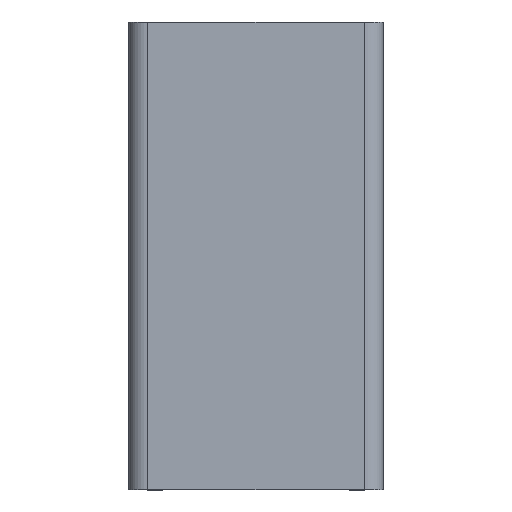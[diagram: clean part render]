
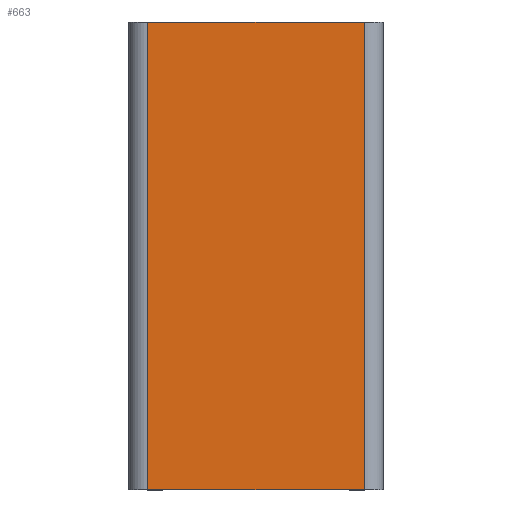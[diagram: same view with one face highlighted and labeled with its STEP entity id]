
A CAD part, top view. The second image highlights one B-rep face of the part: STEP entity #663.
In plain terms, the highlighted planar face has unit normal (0, 0, 1).
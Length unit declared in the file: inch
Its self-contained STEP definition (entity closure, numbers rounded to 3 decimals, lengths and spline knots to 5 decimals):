
#24=CARTESIAN_POINT('',(1.39,-3.51,0.63));
#25=VERTEX_POINT('',#24);
#43=CARTESIAN_POINT('',(1.39,2.49,0.63));
#44=VERTEX_POINT('',#43);
#52=CARTESIAN_POINT('',(1.39,-0.51,0.63));
#53=DIRECTION('',(0.,-1.,0.));
#54=VECTOR('',#53,1.);
#55=LINE('',#52,#54);
#56=EDGE_CURVE('',#44,#25,#55,.T.);
#609=CARTESIAN_POINT('',(-1.39,-3.51,0.63));
#610=VERTEX_POINT('',#609);
#618=CARTESIAN_POINT('',(-1.39,2.49,0.63));
#619=VERTEX_POINT('',#618);
#620=CARTESIAN_POINT('',(-1.39,-0.51,0.63));
#621=DIRECTION('',(0.,1.,0.));
#622=VECTOR('',#621,1.);
#623=LINE('',#620,#622);
#624=EDGE_CURVE('',#610,#619,#623,.T.);
#642=CARTESIAN_POINT('',(1.39,-3.51,0.63));
#643=DIRECTION('',(1.,0.,0.));
#644=VECTOR('',#643,1.);
#645=LINE('',#642,#644);
#646=EDGE_CURVE('',#610,#25,#645,.T.);
#647=ORIENTED_EDGE('',*,*,#646,.T.);
#648=ORIENTED_EDGE('',*,*,#56,.F.);
#649=CARTESIAN_POINT('',(1.39,2.49,0.63));
#650=DIRECTION('',(-1.,0.,0.));
#651=VECTOR('',#650,1.);
#652=LINE('',#649,#651);
#653=EDGE_CURVE('',#44,#619,#652,.T.);
#654=ORIENTED_EDGE('',*,*,#653,.T.);
#655=ORIENTED_EDGE('',*,*,#624,.F.);
#656=EDGE_LOOP('',(#647,#648,#654,#655));
#657=FACE_OUTER_BOUND('',#656,.T.);
#658=CARTESIAN_POINT('',(0.,-0.51,0.63));
#659=DIRECTION('',(0.,0.,1.));
#660=DIRECTION('',(-1.,0.,0.));
#661=AXIS2_PLACEMENT_3D('',#658,#659,#660);
#662=PLANE('',#661);
#663=ADVANCED_FACE('',(#657),#662,.T.);
